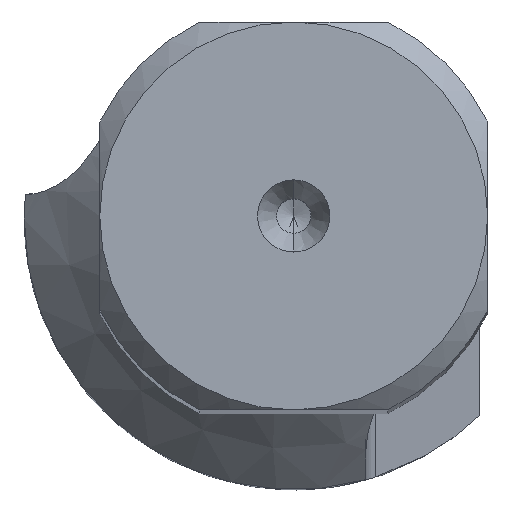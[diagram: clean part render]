
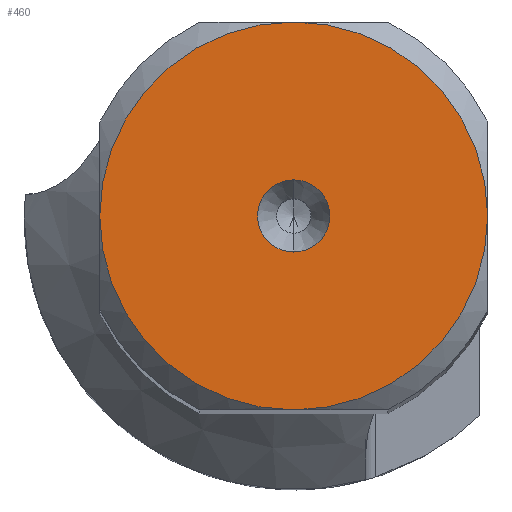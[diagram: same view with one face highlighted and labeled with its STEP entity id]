
A CAD part, top view. The second image highlights one B-rep face of the part: STEP entity #460.
In plain terms, the highlighted planar face has unit normal (0, 0, 1).
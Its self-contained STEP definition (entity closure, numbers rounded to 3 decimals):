
#460=ADVANCED_FACE('',(#578,#579),#550,.T.);
#550=PLANE('',#1732);
#578=FACE_BOUND('',#586,.T.);
#579=FACE_BOUND('',#587,.T.);
#586=EDGE_LOOP('',(#680,#681,#682,#683));
#587=EDGE_LOOP('',(#684,#685));
#680=ORIENTED_EDGE('',*,*,#1334,.T.);
#681=ORIENTED_EDGE('',*,*,#1335,.T.);
#682=ORIENTED_EDGE('',*,*,#1336,.T.);
#683=ORIENTED_EDGE('',*,*,#1337,.T.);
#684=ORIENTED_EDGE('',*,*,#1338,.T.);
#685=ORIENTED_EDGE('',*,*,#1339,.T.);
#1172=VERTEX_POINT('',#2391);
#1173=VERTEX_POINT('',#2392);
#1174=VERTEX_POINT('',#2394);
#1175=VERTEX_POINT('',#2396);
#1176=VERTEX_POINT('',#2399);
#1177=VERTEX_POINT('',#2400);
#1334=EDGE_CURVE('',#1172,#1173,#1580,.T.);
#1335=EDGE_CURVE('',#1173,#1174,#1581,.T.);
#1336=EDGE_CURVE('',#1174,#1175,#1582,.T.);
#1337=EDGE_CURVE('',#1175,#1172,#1583,.T.);
#1338=EDGE_CURVE('',#1176,#1177,#1584,.T.);
#1339=EDGE_CURVE('',#1177,#1176,#1585,.T.);
#1580=CIRCLE('',#1726,9.);
#1581=CIRCLE('',#1727,9.);
#1582=CIRCLE('',#1728,9.);
#1583=CIRCLE('',#1729,9.);
#1584=CIRCLE('',#1730,1.675);
#1585=CIRCLE('',#1731,1.675);
#1726=AXIS2_PLACEMENT_3D('',#2390,#1925,#1926);
#1727=AXIS2_PLACEMENT_3D('',#2393,#1927,#1928);
#1728=AXIS2_PLACEMENT_3D('',#2395,#1929,#1930);
#1729=AXIS2_PLACEMENT_3D('',#2397,#1931,#1932);
#1730=AXIS2_PLACEMENT_3D('',#2398,#1933,#1934);
#1731=AXIS2_PLACEMENT_3D('',#2401,#1935,#1936);
#1732=AXIS2_PLACEMENT_3D('',#2402,#1937,#1938);
#1925=DIRECTION('',(0.,0.,1.));
#1926=DIRECTION('',(0.,1.,0.));
#1927=DIRECTION('',(0.,0.,1.));
#1928=DIRECTION('',(-1.,0.,0.));
#1929=DIRECTION('',(0.,0.,1.));
#1930=DIRECTION('',(0.,-1.,0.));
#1931=DIRECTION('',(0.,0.,1.));
#1932=DIRECTION('',(1.,0.,0.));
#1933=DIRECTION('',(0.,0.,-1.));
#1934=DIRECTION('',(0.,1.,0.));
#1935=DIRECTION('',(0.,0.,-1.));
#1936=DIRECTION('',(0.,-1.,0.));
#1937=DIRECTION('',(0.,0.,1.));
#1938=DIRECTION('',(-1.,0.,0.));
#2390=CARTESIAN_POINT('',(0.,0.,0.));
#2391=CARTESIAN_POINT('',(0.,9.,0.));
#2392=CARTESIAN_POINT('',(-9.,0.,0.));
#2393=CARTESIAN_POINT('',(0.,0.,0.));
#2394=CARTESIAN_POINT('',(0.,-9.,0.));
#2395=CARTESIAN_POINT('',(0.,0.,0.));
#2396=CARTESIAN_POINT('',(9.,0.,0.));
#2397=CARTESIAN_POINT('',(0.,0.,0.));
#2398=CARTESIAN_POINT('',(0.,0.,0.));
#2399=CARTESIAN_POINT('',(0.,1.675,0.));
#2400=CARTESIAN_POINT('',(0.,-1.675,0.));
#2401=CARTESIAN_POINT('',(0.,0.,0.));
#2402=CARTESIAN_POINT('',(0.,0.,0.));
